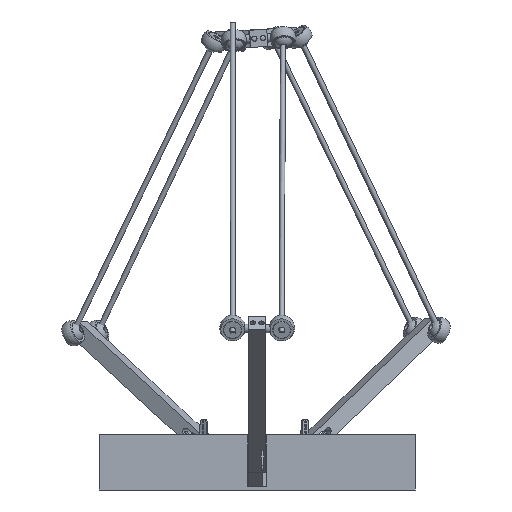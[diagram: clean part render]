
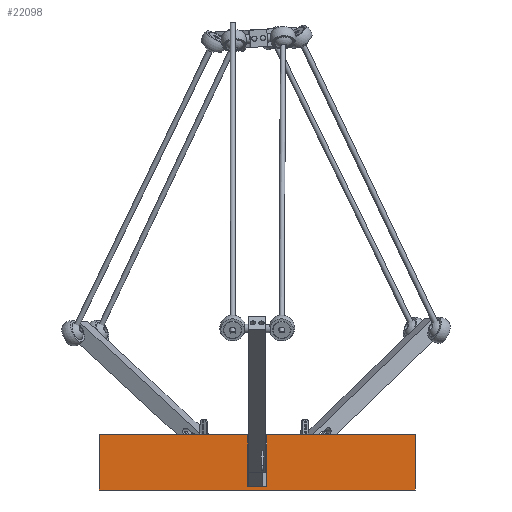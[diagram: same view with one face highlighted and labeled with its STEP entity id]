
A CAD part, front view. The second image highlights one B-rep face of the part: STEP entity #22098.
In plain terms, the highlighted planar face has unit normal (0, -1, 0).
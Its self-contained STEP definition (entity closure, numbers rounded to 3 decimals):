
#1868=PLANE('',#23792);
#2859=FACE_OUTER_BOUND('',#4037,.T.);
#4037=EDGE_LOOP('',(#20572,#20573,#20574,#20575,#20576,#20577,#20578,#20579));
#5954=LINE('',#43520,#8002);
#5985=LINE('',#43596,#8033);
#5991=LINE('',#43608,#8039);
#6006=LINE('',#43643,#8054);
#6012=LINE('',#43655,#8060);
#6023=LINE('',#43700,#8071);
#6024=LINE('',#43703,#8072);
#6025=LINE('',#43704,#8073);
#8002=VECTOR('',#28679,10.);
#8033=VECTOR('',#28736,10.);
#8039=VECTOR('',#28748,10.);
#8054=VECTOR('',#28781,10.);
#8060=VECTOR('',#28793,10.);
#8071=VECTOR('',#28850,10.);
#8072=VECTOR('',#28853,10.);
#8073=VECTOR('',#28854,10.);
#11029=VERTEX_POINT('',#43517);
#11030=VERTEX_POINT('',#43519);
#11062=VERTEX_POINT('',#43595);
#11065=VERTEX_POINT('',#43607);
#11076=VERTEX_POINT('',#43641);
#11079=VERTEX_POINT('',#43653);
#11090=VERTEX_POINT('',#43698);
#11091=VERTEX_POINT('',#43702);
#14183=EDGE_CURVE('',#11029,#11030,#5954,.T.);
#14222=EDGE_CURVE('',#11030,#11062,#5985,.T.);
#14228=EDGE_CURVE('',#11062,#11065,#5991,.T.);
#14246=EDGE_CURVE('',#11029,#11076,#6006,.T.);
#14252=EDGE_CURVE('',#11079,#11076,#6012,.T.);
#14275=EDGE_CURVE('',#11090,#11079,#6023,.T.);
#14276=EDGE_CURVE('',#11091,#11090,#6024,.T.);
#14277=EDGE_CURVE('',#11065,#11091,#6025,.T.);
#20572=ORIENTED_EDGE('',*,*,#14275,.F.);
#20573=ORIENTED_EDGE('',*,*,#14276,.F.);
#20574=ORIENTED_EDGE('',*,*,#14277,.F.);
#20575=ORIENTED_EDGE('',*,*,#14228,.F.);
#20576=ORIENTED_EDGE('',*,*,#14222,.F.);
#20577=ORIENTED_EDGE('',*,*,#14183,.F.);
#20578=ORIENTED_EDGE('',*,*,#14246,.T.);
#20579=ORIENTED_EDGE('',*,*,#14252,.F.);
#22098=ADVANCED_FACE('',(#2859),#1868,.T.);
#23792=AXIS2_PLACEMENT_3D('',#43701,#28851,#28852);
#28679=DIRECTION('',(1.,0.,0.));
#28736=DIRECTION('',(0.,0.,1.));
#28748=DIRECTION('',(1.,0.,0.));
#28781=DIRECTION('',(0.,0.,1.));
#28793=DIRECTION('',(1.,0.,0.));
#28850=DIRECTION('',(0.,0.,1.));
#28851=DIRECTION('center_axis',(0.,-1.,0.));
#28852=DIRECTION('ref_axis',(-1.,0.,0.));
#28853=DIRECTION('',(-1.,0.,0.));
#28854=DIRECTION('',(0.,0.,-1.));
#43517=CARTESIAN_POINT('',(-5.5,-53.,0.));
#43519=CARTESIAN_POINT('',(5.5,-53.,0.));
#43520=CARTESIAN_POINT('',(-91.799,-53.,0.));
#43595=CARTESIAN_POINT('',(5.5,-53.,30.));
#43596=CARTESIAN_POINT('',(5.5,-53.,0.));
#43607=CARTESIAN_POINT('',(91.799,-53.,30.));
#43608=CARTESIAN_POINT('',(-91.799,-53.,30.));
#43641=CARTESIAN_POINT('',(-5.5,-53.,30.));
#43643=CARTESIAN_POINT('',(-5.5,-53.,0.));
#43653=CARTESIAN_POINT('',(-91.799,-53.,30.));
#43655=CARTESIAN_POINT('',(-91.799,-53.,30.));
#43698=CARTESIAN_POINT('',(-91.799,-53.,-2.));
#43700=CARTESIAN_POINT('',(-91.799,-53.,0.));
#43701=CARTESIAN_POINT('Origin',(91.799,-53.,0.));
#43702=CARTESIAN_POINT('',(91.799,-53.,-2.));
#43703=CARTESIAN_POINT('',(-91.799,-53.,-2.));
#43704=CARTESIAN_POINT('',(91.799,-53.,0.));
